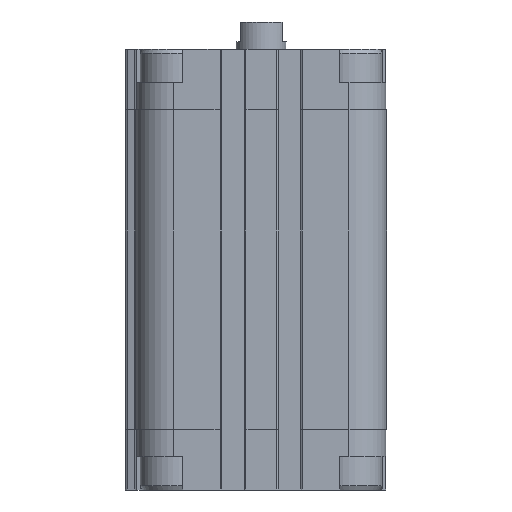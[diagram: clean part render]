
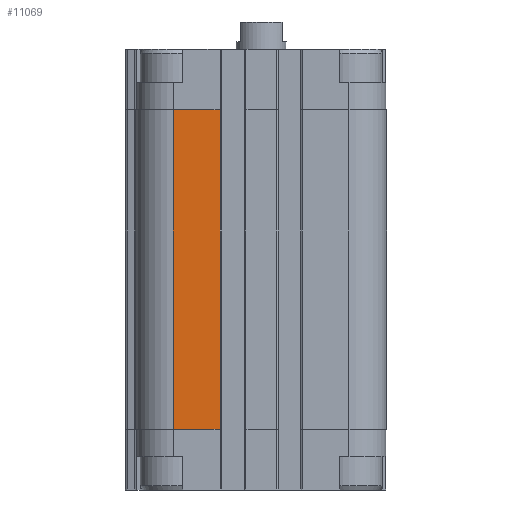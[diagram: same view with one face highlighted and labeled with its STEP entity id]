
A CAD part, left-side view. The second image highlights one B-rep face of the part: STEP entity #11069.
In plain terms, the highlighted face is planar.
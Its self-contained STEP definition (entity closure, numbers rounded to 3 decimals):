
#198=LINE('',#16738,#1234);
#535=LINE('',#17647,#1571);
#553=LINE('',#17731,#1589);
#554=LINE('',#17733,#1590);
#1234=VECTOR('',#13030,1000.);
#1571=VECTOR('',#13871,1000.);
#1589=VECTOR('',#13991,1000.);
#1590=VECTOR('',#13994,1000.);
#2235=PLANE('',#11977);
#4194=ORIENTED_EDGE('',*,*,#6995,.F.);
#4195=ORIENTED_EDGE('',*,*,#7037,.F.);
#4196=ORIENTED_EDGE('',*,*,#6536,.T.);
#4197=ORIENTED_EDGE('',*,*,#7038,.T.);
#6536=EDGE_CURVE('',#8146,#8145,#198,.T.);
#6995=EDGE_CURVE('',#8465,#8466,#535,.T.);
#7037=EDGE_CURVE('',#8146,#8465,#553,.T.);
#7038=EDGE_CURVE('',#8145,#8466,#554,.T.);
#8145=VERTEX_POINT('',#16737);
#8146=VERTEX_POINT('',#16739);
#8465=VERTEX_POINT('',#17646);
#8466=VERTEX_POINT('',#17648);
#9550=EDGE_LOOP('',(#4194,#4195,#4196,#4197));
#10300=FACE_BOUND('',#9550,.T.);
#11069=ADVANCED_FACE('',(#10300),#2235,.T.);
#11977=AXIS2_PLACEMENT_3D('',#17732,#13992,#13993);
#13030=DIRECTION('',(0.,1.,0.));
#13871=DIRECTION('',(0.,1.,0.));
#13991=DIRECTION('',(0.,0.,1.));
#13992=DIRECTION('',(1.,0.,0.));
#13993=DIRECTION('',(0.,0.,-1.));
#13994=DIRECTION('',(0.,0.,1.));
#16737=CARTESIAN_POINT('',(30.,-9.85,-91.));
#16738=CARTESIAN_POINT('',(30.,-21.,-91.));
#16739=CARTESIAN_POINT('',(30.,-21.,-91.));
#17646=CARTESIAN_POINT('',(30.,-21.,-14.5));
#17647=CARTESIAN_POINT('',(30.,-21.,-14.5));
#17648=CARTESIAN_POINT('',(30.,-9.85,-14.5));
#17731=CARTESIAN_POINT('',(30.,-21.,-91.));
#17732=CARTESIAN_POINT('',(30.,-21.,-91.));
#17733=CARTESIAN_POINT('',(30.,-9.85,-91.));
